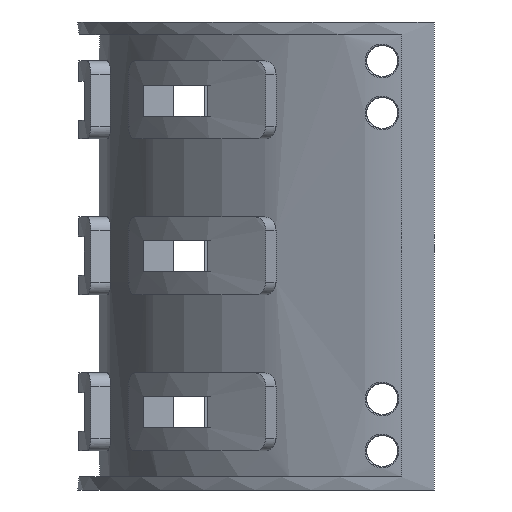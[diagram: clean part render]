
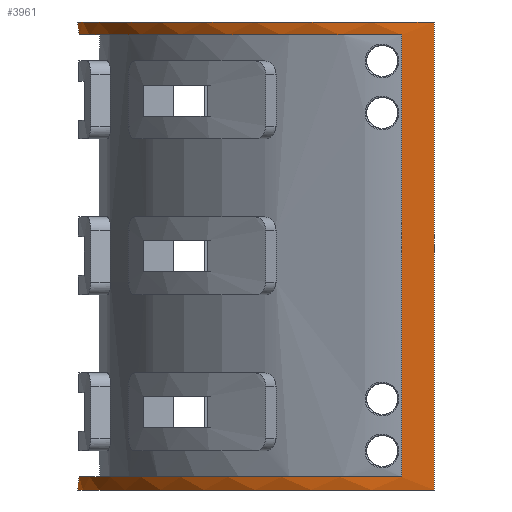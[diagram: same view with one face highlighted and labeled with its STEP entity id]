
A CAD part, left-side view. The second image highlights one B-rep face of the part: STEP entity #3961.
In plain terms, the highlighted cylindrical face has radius 144.586 mm (diameter 289.172 mm), a partial arc.
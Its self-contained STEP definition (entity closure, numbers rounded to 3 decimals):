
#10=CARTESIAN_POINT('',(0.,0.,0.));
#11=DIRECTION('',(0.,0.,1.));
#12=DIRECTION('',(0.999,0.052,0.));
#13=AXIS2_PLACEMENT_3D('',#10,#11,#12);
#473=DIRECTION('',(0.,0.,1.));
#474=VECTOR('',#473,180.);
#475=CARTESIAN_POINT('',(-144.392,7.5,0.));
#476=LINE('',#475,#474);
#477=DIRECTION('',(0.,0.,1.));
#478=VECTOR('',#477,180.);
#479=CARTESIAN_POINT('',(144.392,7.5,0.));
#480=LINE('',#479,#478);
#481=CARTESIAN_POINT('',(0.,0.,5.));
#482=DIRECTION('',(0.,0.,1.));
#483=DIRECTION('',(0.99,0.138,0.));
#484=AXIS2_PLACEMENT_3D('',#481,#482,#483);
#486=DIRECTION('',(0.,0.,1.));
#487=VECTOR('',#486,170.);
#488=CARTESIAN_POINT('',(-143.196,20.,5.));
#489=LINE('',#488,#487);
#490=CARTESIAN_POINT('',(0.,0.,175.));
#491=DIRECTION('',(0.,0.,1.));
#492=DIRECTION('',(0.99,0.138,0.));
#493=AXIS2_PLACEMENT_3D('',#490,#491,#492);
#495=DIRECTION('',(0.,0.,1.));
#496=VECTOR('',#495,170.);
#497=CARTESIAN_POINT('',(143.196,20.,5.));
#498=LINE('',#497,#496);
#512=CARTESIAN_POINT('',(0.,0.,180.));
#513=DIRECTION('',(0.,0.,1.));
#514=DIRECTION('',(0.999,0.052,0.));
#515=AXIS2_PLACEMENT_3D('',#512,#513,#514);
#3285=CARTESIAN_POINT('',(144.392,7.5,0.));
#3286=VERTEX_POINT('',#3285);
#3287=CARTESIAN_POINT('',(-144.392,7.5,0.));
#3288=VERTEX_POINT('',#3287);
#3293=CARTESIAN_POINT('',(144.392,7.5,180.));
#3294=VERTEX_POINT('',#3293);
#3295=CARTESIAN_POINT('',(-144.392,7.5,180.));
#3296=VERTEX_POINT('',#3295);
#3305=CARTESIAN_POINT('',(143.196,20.,5.));
#3306=CARTESIAN_POINT('',(-143.196,20.,5.));
#3307=VERTEX_POINT('',#3305);
#3308=VERTEX_POINT('',#3306);
#3309=CARTESIAN_POINT('',(143.196,20.,175.));
#3310=CARTESIAN_POINT('',(-143.196,20.,175.));
#3311=VERTEX_POINT('',#3309);
#3312=VERTEX_POINT('',#3310);
#3938=CARTESIAN_POINT('',(0.,0.,0.));
#3939=DIRECTION('',(0.,0.,1.));
#3940=DIRECTION('',(1.,0.,0.));
#3941=AXIS2_PLACEMENT_3D('',#3938,#3939,#3940);
#3942=CYLINDRICAL_SURFACE('',#3941,144.586);
#3943=ORIENTED_EDGE('',*,*,#3764,.F.);
#3945=ORIENTED_EDGE('',*,*,#3944,.T.);
#3947=ORIENTED_EDGE('',*,*,#3946,.T.);
#3948=ORIENTED_EDGE('',*,*,#3930,.F.);
#3949=EDGE_LOOP('',(#3943,#3945,#3947,#3948));
#3950=FACE_OUTER_BOUND('',#3949,.F.);
#3952=ORIENTED_EDGE('',*,*,#3951,.T.);
#3954=ORIENTED_EDGE('',*,*,#3953,.T.);
#3956=ORIENTED_EDGE('',*,*,#3955,.F.);
#3958=ORIENTED_EDGE('',*,*,#3957,.F.);
#3959=EDGE_LOOP('',(#3952,#3954,#3956,#3958));
#3960=FACE_BOUND('',#3959,.F.);
#3961=ADVANCED_FACE('',(#3950,#3960),#3942,.T.);
#14=CIRCLE('',#13,144.586);
#485=CIRCLE('',#484,144.586);
#494=CIRCLE('',#493,144.586);
#516=CIRCLE('',#515,144.586);
#3764=EDGE_CURVE('',#3286,#3288,#14,.T.);
#3930=EDGE_CURVE('',#3288,#3296,#476,.T.);
#3944=EDGE_CURVE('',#3286,#3294,#480,.T.);
#3946=EDGE_CURVE('',#3294,#3296,#516,.T.);
#3951=EDGE_CURVE('',#3307,#3308,#485,.T.);
#3953=EDGE_CURVE('',#3308,#3312,#489,.T.);
#3955=EDGE_CURVE('',#3311,#3312,#494,.T.);
#3957=EDGE_CURVE('',#3307,#3311,#498,.T.);
